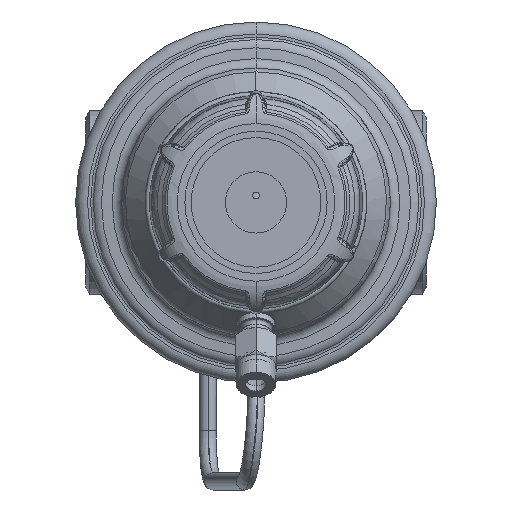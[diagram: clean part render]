
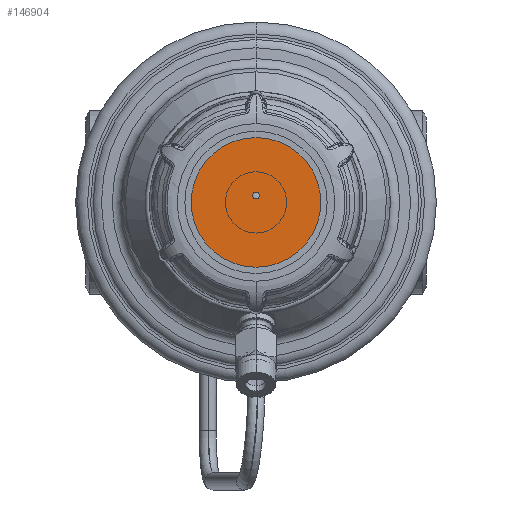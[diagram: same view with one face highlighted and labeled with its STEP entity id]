
A CAD part, front view. The second image highlights one B-rep face of the part: STEP entity #146904.
In plain terms, the highlighted planar face has unit normal (0, -1, 0).
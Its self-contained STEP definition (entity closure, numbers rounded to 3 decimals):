
#90598=CARTESIAN_POINT('',(0.,-300.539,0.));
#90599=DIRECTION('',(0.,1.,0.));
#90600=DIRECTION('',(1.,0.,0.));
#90601=AXIS2_PLACEMENT_3D('',#90598,#90599,#90600);
#90603=CARTESIAN_POINT('',(0.,-300.539,0.));
#90604=DIRECTION('',(0.,1.,0.));
#90605=DIRECTION('',(-1.,0.,0.));
#90606=AXIS2_PLACEMENT_3D('',#90603,#90604,#90605);
#90608=CARTESIAN_POINT('',(0.,-300.539,2.));
#90609=DIRECTION('',(0.,-1.,0.));
#90610=DIRECTION('',(1.,0.,0.));
#90611=AXIS2_PLACEMENT_3D('',#90608,#90609,#90610);
#90613=CARTESIAN_POINT('',(0.,-300.539,2.));
#90614=DIRECTION('',(0.,-1.,0.));
#90615=DIRECTION('',(-1.,0.,0.));
#90616=AXIS2_PLACEMENT_3D('',#90613,#90614,#90615);
#116569=CARTESIAN_POINT('',(19.05,-300.539,0.));
#116570=CARTESIAN_POINT('',(-19.05,-300.539,0.));
#116571=VERTEX_POINT('',#116569);
#116572=VERTEX_POINT('',#116570);
#116573=CARTESIAN_POINT('',(1.,-300.539,2.));
#116574=CARTESIAN_POINT('',(-1.,-300.539,2.));
#116575=VERTEX_POINT('',#116573);
#116576=VERTEX_POINT('',#116574);
#146889=CARTESIAN_POINT('',(0.,-300.539,0.));
#146890=DIRECTION('',(0.,1.,0.));
#146891=DIRECTION('',(1.,0.,0.));
#146892=AXIS2_PLACEMENT_3D('',#146889,#146890,#146891);
#146893=PLANE('',#146892);
#146894=ORIENTED_EDGE('',*,*,#146869,.T.);
#146895=ORIENTED_EDGE('',*,*,#146883,.T.);
#146896=EDGE_LOOP('',(#146894,#146895));
#146897=FACE_OUTER_BOUND('',#146896,.F.);
#146899=ORIENTED_EDGE('',*,*,#146898,.T.);
#146901=ORIENTED_EDGE('',*,*,#146900,.T.);
#146902=EDGE_LOOP('',(#146899,#146901));
#146903=FACE_BOUND('',#146902,.F.);
#146904=ADVANCED_FACE('',(#146897,#146903),#146893,.F.);
#90602=CIRCLE('',#90601,19.05);
#90607=CIRCLE('',#90606,19.05);
#90612=CIRCLE('',#90611,1.);
#90617=CIRCLE('',#90616,1.);
#146869=EDGE_CURVE('',#116571,#116572,#90602,.T.);
#146883=EDGE_CURVE('',#116572,#116571,#90607,.T.);
#146898=EDGE_CURVE('',#116575,#116576,#90612,.T.);
#146900=EDGE_CURVE('',#116576,#116575,#90617,.T.);
